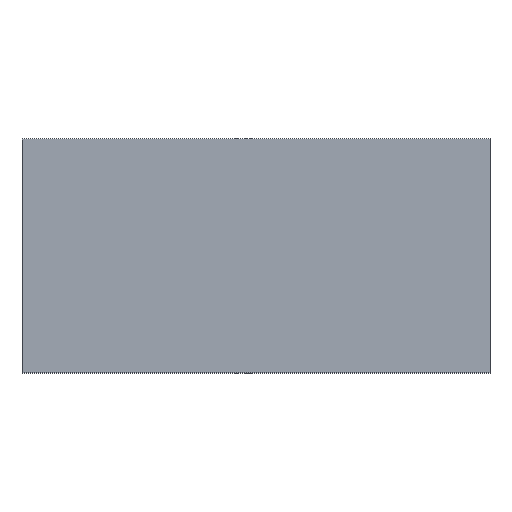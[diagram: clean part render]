
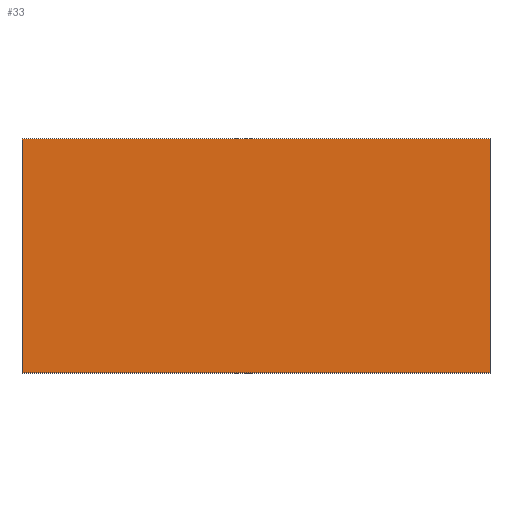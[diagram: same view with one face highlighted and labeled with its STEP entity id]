
A CAD part, top view. The second image highlights one B-rep face of the part: STEP entity #33.
In plain terms, the highlighted planar face has unit normal (0, 0, 1).
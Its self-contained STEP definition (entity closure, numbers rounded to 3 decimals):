
#12 = FACE_OUTER_BOUND ( 'NONE', #44, .T. ) ;
#20 = LINE ( 'NONE', #185, #54 ) ;
#26 = ORIENTED_EDGE ( 'NONE', *, *, #119, .T. ) ;
#30 = VERTEX_POINT ( 'NONE', #56 ) ;
#33 = ADVANCED_FACE ( 'NONE', ( #12 ), #191, .T. ) ;
#34 = DIRECTION ( 'NONE',  ( -1., 0., 0. ) ) ;
#35 = CARTESIAN_POINT ( 'NONE',  ( 500., -250., 2.75 ) ) ;
#43 = CARTESIAN_POINT ( 'NONE',  ( 500., 250., 2.75 ) ) ;
#44 = EDGE_LOOP ( 'NONE', ( #93, #129, #26, #120 ) ) ;
#45 = CARTESIAN_POINT ( 'NONE',  ( -500., 250., 2.75 ) ) ;
#48 = EDGE_CURVE ( 'NONE', #147, #30, #20, .T. ) ;
#54 = VECTOR ( 'NONE', #174, 1000. ) ;
#56 = CARTESIAN_POINT ( 'NONE',  ( 500., -250., 2.75 ) ) ;
#59 = DIRECTION ( 'NONE',  ( 0., -1., 0. ) ) ;
#60 = CARTESIAN_POINT ( 'NONE',  ( -500., -250., 2.75 ) ) ;
#65 = LINE ( 'NONE', #35, #181 ) ;
#75 = VECTOR ( 'NONE', #59, 1000. ) ;
#84 = EDGE_CURVE ( 'NONE', #30, #112, #65, .T. ) ;
#93 = ORIENTED_EDGE ( 'NONE', *, *, #84, .T. ) ;
#102 = VECTOR ( 'NONE', #34, 1000. ) ;
#108 = CARTESIAN_POINT ( 'NONE',  ( 500., 250., 2.75 ) ) ;
#112 = VERTEX_POINT ( 'NONE', #108 ) ;
#114 = EDGE_CURVE ( 'NONE', #112, #131, #146, .T. ) ;
#119 = EDGE_CURVE ( 'NONE', #131, #147, #179, .T. ) ;
#120 = ORIENTED_EDGE ( 'NONE', *, *, #48, .T. ) ;
#121 = DIRECTION ( 'NONE',  ( 1., 0., 0. ) ) ;
#129 = ORIENTED_EDGE ( 'NONE', *, *, #114, .T. ) ;
#131 = VERTEX_POINT ( 'NONE', #45 ) ;
#144 = AXIS2_PLACEMENT_3D ( 'NONE', #60, #156, #121 ) ;
#146 = LINE ( 'NONE', #43, #102 ) ;
#147 = VERTEX_POINT ( 'NONE', #170 ) ;
#150 = CARTESIAN_POINT ( 'NONE',  ( -500., 250., 2.75 ) ) ;
#155 = DIRECTION ( 'NONE',  ( 0., 1., 0. ) ) ;
#156 = DIRECTION ( 'NONE',  ( 0., 0., 1. ) ) ;
#170 = CARTESIAN_POINT ( 'NONE',  ( -500., -250., 2.75 ) ) ;
#174 = DIRECTION ( 'NONE',  ( 1., 0., 0. ) ) ;
#179 = LINE ( 'NONE', #150, #75 ) ;
#181 = VECTOR ( 'NONE', #155, 1000. ) ;
#185 = CARTESIAN_POINT ( 'NONE',  ( -500., -250., 2.75 ) ) ;
#191 = PLANE ( 'NONE',  #144 ) ;
